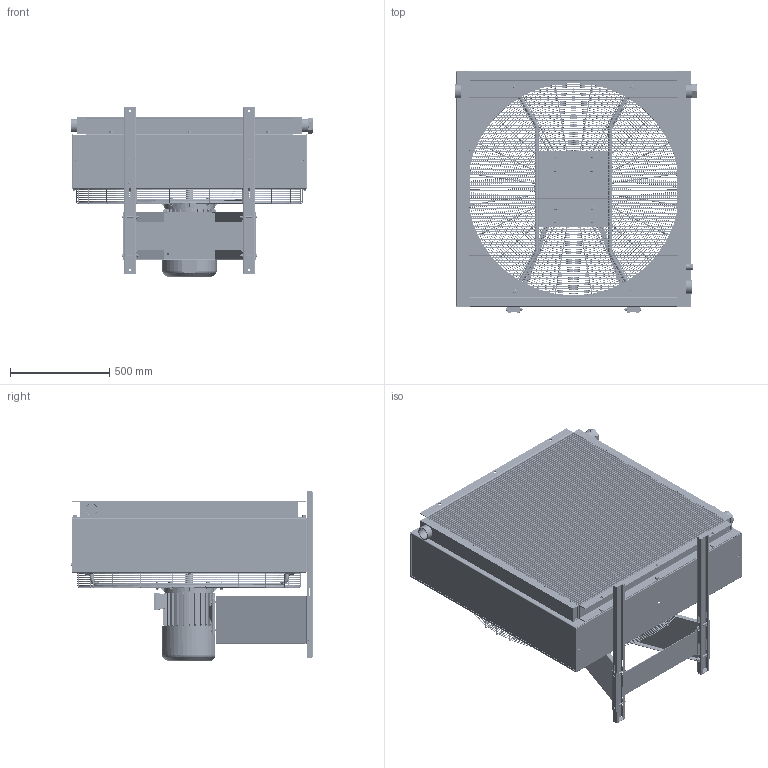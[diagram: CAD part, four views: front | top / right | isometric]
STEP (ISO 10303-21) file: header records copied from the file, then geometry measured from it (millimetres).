
FILE_DESCRIPTION((''),'2;1');
FILE_NAME('LAC-112-6-A-00-000-0-0.stp','2008-06-10T13:10:25',('smasc'),(''),'Autodesk Inventor 2008','Autodesk Inventor 2008','');
FILE_SCHEMA(('AUTOMOTIVE_DESIGN { 1 0 10303 214 1 1 1 1 }'));
Length unit declared in the file: millimetre
Products named in the file (1): Part3
Bounding box: 1217.5 x 1217 x 854.5 mm (x, y, z)
Volume: 1815305.9 mm3; surface area: 24682781.9 mm2
Topology: 27 solids, 28 shells, 5098 faces, 12709 edges, 7860 vertices
Faces by surface type: plane 3051, cylinder 1052, cone 373, bspline 309, sphere 169, torus 144
Full cylindrical faces by diameter (mm): 2 x1, 5 x62, 6 x4, 6.4 x2, 8 x28, 8.4 x14, 8.88 x2, 9 x4, 10 x12, 10.5 x8, 11 x4, 11.6 x4, 11.63 x10, 11.7 x1, 12 x40, 13 x29, 14 x5, 14.1 x1, 14.63 x4, 15 x8, 15.6 x4, 16 x14, 16.63 x7, 16.667 x1, 17.4 x4, 18.631 x1, 20 x19, 21 x2, 24 x11, 28.5 x1
Entity records: 156661 total; most frequent: CARTESIAN_POINT 37596, ORIENTED_EDGE 23428, DIRECTION 22713, EDGE_CURVE 11714, AXIS2_PLACEMENT_3D 7736, VERTEX_POINT 7642, VECTOR 7241, LINE 7241
